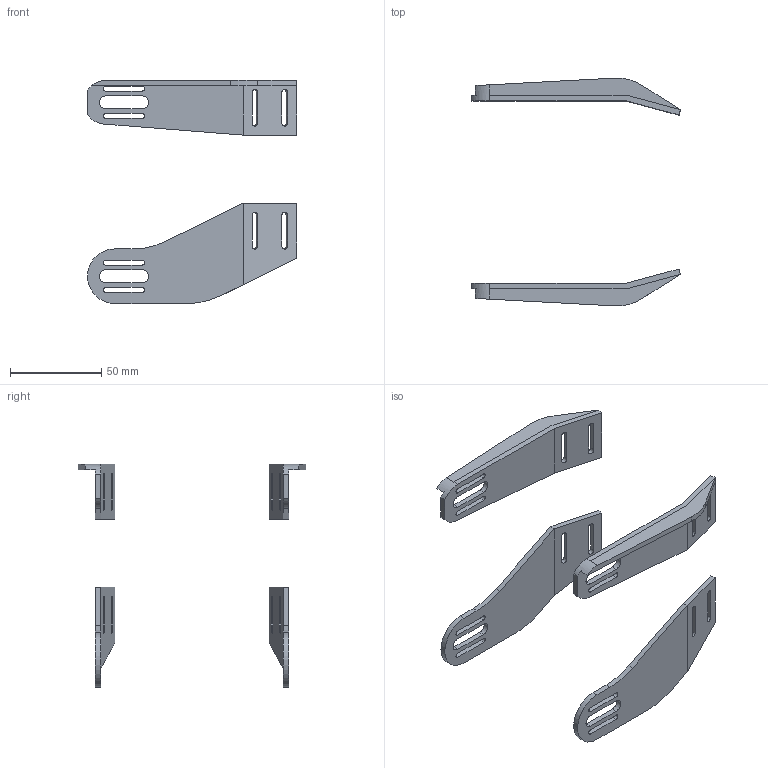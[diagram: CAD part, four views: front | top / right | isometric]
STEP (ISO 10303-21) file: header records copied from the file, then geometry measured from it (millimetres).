
FILE_DESCRIPTION(('FreeCAD Model'),'2;1');
FILE_NAME('Open CASCADE Shape Model','2024-10-03T00:02:53',(''),(''), 'Open CASCADE STEP processor 7.7','FreeCAD','Unknown');
FILE_SCHEMA(('AUTOMOTIVE_DESIGN { 1 0 10303 214 1 1 1 1 }'));
Length unit declared in the file: millimetre
Products named in the file (5): Mounts; TopRightMount; BottomRightMount; BottomLeftMount; TopLeftMount
Assembly tree (4 placements, depth 2):
  Mounts
    TopRightMount
    BottomRightMount
    BottomLeftMount
    TopLeftMount
Bounding box: 114.75 x 125.05 x 122.5 mm (x, y, z)
Volume: 43170 mm3; surface area: 35233.2 mm2
Topology: 4 solids, 4 shells, 138 faces, 384 edges, 254 vertices
Faces by surface type: plane 86, cylinder 52
Entity records: 4627 total; most frequent: CARTESIAN_POINT 781, DIRECTION 776, ORIENTED_EDGE 768, EDGE_CURVE 384, LINE 278, VECTOR 278, VERTEX_POINT 254, AXIS2_PLACEMENT_3D 249
